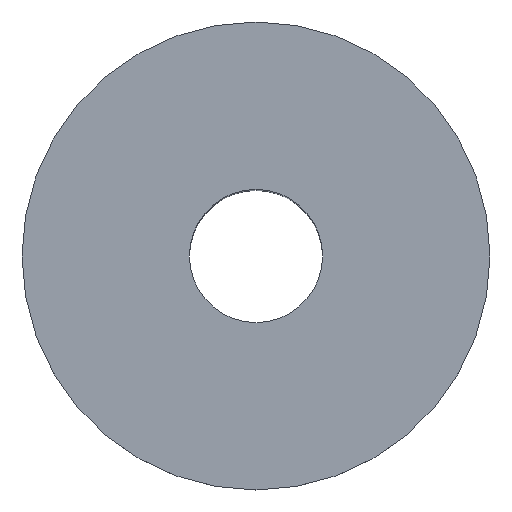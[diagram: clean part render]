
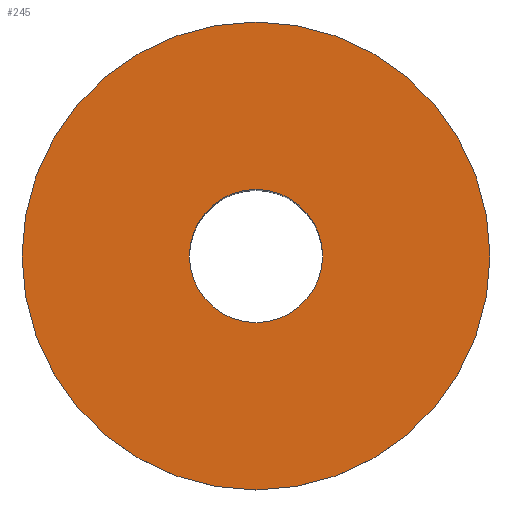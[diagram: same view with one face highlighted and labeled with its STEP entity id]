
A CAD part, top view. The second image highlights one B-rep face of the part: STEP entity #245.
In plain terms, the highlighted planar face has unit normal (0, 0, 1).
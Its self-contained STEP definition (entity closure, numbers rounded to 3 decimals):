
#2 = EDGE_CURVE ( 'NONE', #40, #307, #243, .T. ) ;
#5 = DIRECTION ( 'NONE',  ( 1., 0., 0. ) ) ;
#19 = VERTEX_POINT ( 'NONE', #150 ) ;
#22 = CIRCLE ( 'NONE', #93, 9.25 ) ;
#25 = EDGE_CURVE ( 'NONE', #19, #128, #47, .T. ) ;
#28 = AXIS2_PLACEMENT_3D ( 'NONE', #170, #77, #192 ) ;
#31 = CARTESIAN_POINT ( 'NONE',  ( 0., 0., 42.25 ) ) ;
#36 = DIRECTION ( 'NONE',  ( 0., 0., -1. ) ) ;
#40 = VERTEX_POINT ( 'NONE', #323 ) ;
#47 = CIRCLE ( 'NONE', #99, 9.25 ) ;
#53 = EDGE_LOOP ( 'NONE', ( #363, #334 ) ) ;
#63 = FACE_OUTER_BOUND ( 'NONE', #53, .T. ) ;
#69 = CARTESIAN_POINT ( 'NONE',  ( 32.5, 0., 42.25 ) ) ;
#71 = CARTESIAN_POINT ( 'NONE',  ( 0., 9.25, 42.25 ) ) ;
#77 = DIRECTION ( 'NONE',  ( 0., 0., 1. ) ) ;
#93 = AXIS2_PLACEMENT_3D ( 'NONE', #159, #239, #103 ) ;
#95 = DIRECTION ( 'NONE',  ( 0., 0., 1. ) ) ;
#99 = AXIS2_PLACEMENT_3D ( 'NONE', #31, #95, #147 ) ;
#103 = DIRECTION ( 'NONE',  ( 1., 0., 0. ) ) ;
#105 = AXIS2_PLACEMENT_3D ( 'NONE', #71, #36, #299 ) ;
#128 = VERTEX_POINT ( 'NONE', #231 ) ;
#147 = DIRECTION ( 'NONE',  ( 1., 0., 0. ) ) ;
#150 = CARTESIAN_POINT ( 'NONE',  ( 9.25, 0., 42.25 ) ) ;
#155 = EDGE_CURVE ( 'NONE', #307, #40, #223, .T. ) ;
#156 = FACE_BOUND ( 'NONE', #369, .T. ) ;
#159 = CARTESIAN_POINT ( 'NONE',  ( 0., 0., 42.25 ) ) ;
#170 = CARTESIAN_POINT ( 'NONE',  ( 0., 0., 42.25 ) ) ;
#181 = CARTESIAN_POINT ( 'NONE',  ( 0., 0., 42.25 ) ) ;
#192 = DIRECTION ( 'NONE',  ( 1., 0., 0. ) ) ;
#216 = ORIENTED_EDGE ( 'NONE', *, *, #240, .F. ) ;
#223 = CIRCLE ( 'NONE', #367, 32.5 ) ;
#231 = CARTESIAN_POINT ( 'NONE',  ( -9.25, 0., 42.25 ) ) ;
#239 = DIRECTION ( 'NONE',  ( 0., 0., 1. ) ) ;
#240 = EDGE_CURVE ( 'NONE', #128, #19, #22, .T. ) ;
#243 = CIRCLE ( 'NONE', #28, 32.5 ) ;
#245 = ADVANCED_FACE ( 'NONE', ( #156, #63 ), #263, .F. ) ;
#263 = PLANE ( 'NONE',  #105 ) ;
#299 = DIRECTION ( 'NONE',  ( -1., 0., 0. ) ) ;
#307 = VERTEX_POINT ( 'NONE', #69 ) ;
#323 = CARTESIAN_POINT ( 'NONE',  ( -32.5, 0., 42.25 ) ) ;
#334 = ORIENTED_EDGE ( 'NONE', *, *, #2, .T. ) ;
#337 = ORIENTED_EDGE ( 'NONE', *, *, #25, .F. ) ;
#357 = DIRECTION ( 'NONE',  ( 0., 0., 1. ) ) ;
#363 = ORIENTED_EDGE ( 'NONE', *, *, #155, .T. ) ;
#367 = AXIS2_PLACEMENT_3D ( 'NONE', #181, #357, #5 ) ;
#369 = EDGE_LOOP ( 'NONE', ( #337, #216 ) ) ;
